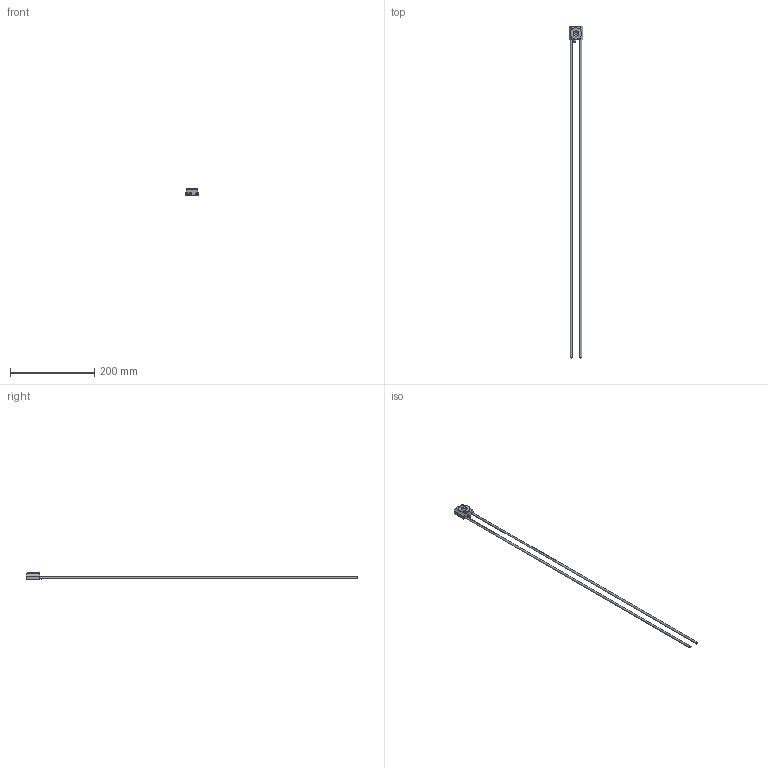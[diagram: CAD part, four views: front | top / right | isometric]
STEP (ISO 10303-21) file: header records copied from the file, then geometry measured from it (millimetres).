
FILE_DESCRIPTION(/* description */ ('Easy Rate Single Standard Sensor (ERS-A00E100)'),/* implementation_level */ '2;1');
FILE_NAME(/* name */ 'ERS-A00E100 - Easy Rate Single Standard Sensor (Outline Model rev.A).stp',/* time_stamp */ '2019-05-17T15:54:16-04:00',/* author */ ('Joel Plasencia'),/* organization */ ('INFICON'),/* preprocessor_version */ 'ST-DEVELOPER v16',/* originating_system */ 'SIEMENS PLM Software NX 10.0',/* authorisation */ 'Copyright© 2019 INFICON - ALL RIGHTS RESERVED');
FILE_SCHEMA (('AUTOMOTIVE_DESIGN { 1 0 10303 214 3 1 1 1 }'));
Length unit declared in the file: inch
Products named in the file (1): ERS-A00E100_A
Bounding box: 32.51 x 788.67 x 15.32 mm (x, y, z)
Volume: 24618.3 mm3; surface area: 45229.6 mm2
Topology: 3 solids, 3 shells, 69 faces, 152 edges, 96 vertices
Faces by surface type: plane 31, cylinder 19, cone 19
Full cylindrical faces by diameter (mm): 1.199 x2, 2.261 x4, 3.746 x2, 3.81 x1, 4.762 x4, 8.128 x1, 27.33 x1
Entity records: 1690 total; most frequent: DIRECTION 300, CARTESIAN_POINT 264, ORIENTED_EDGE 210, AXIS2_PLACEMENT_3D 125, EDGE_LOOP 114, EDGE_CURVE 105, FACE_BOUND 95, VERTEX_POINT 89
